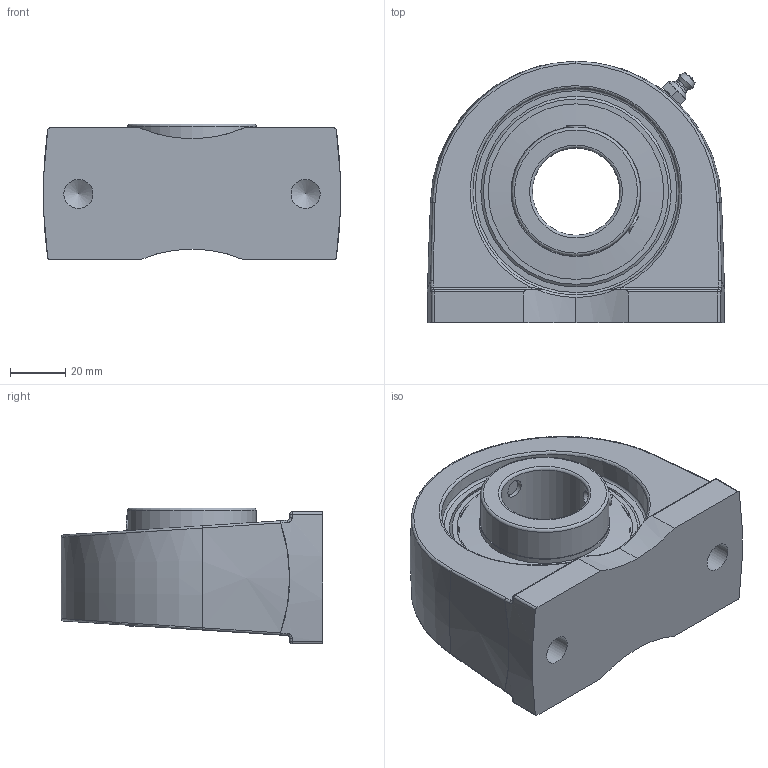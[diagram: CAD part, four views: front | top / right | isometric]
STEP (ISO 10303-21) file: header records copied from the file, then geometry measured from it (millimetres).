
FILE_DESCRIPTION(('HOOPS Exchange Step'),'2;1');
FILE_NAME('export-40D1389E-22BB-479F-82D5-159A407C3512.stp','2019-12-13T16:48:25+16:00',('ibuslach'),('Alibre'),'HOOPS Exchange 2019.2','Alibre','Unknown authorisation');
FILE_SCHEMA( ('AP242_MANAGED_MODEL_BASED_3D_ENGINEERING_MIM_LF {1 0 10303 442 1 1 4 }') );
Length unit declared in the file: centimetre
Products named in the file (7): SUC 207 SHIELD; SUC 207 SS; SUC 207-20 RACES; MRN SUC 207-20; MRN SPA 207; UCP ZERK 6mm; MRN SUCPA 207-20
Assembly tree (8 placements, depth 3):
  MRN SUCPA 207-20
    MRN SUC 207-20
      SUC 207 SHIELD  x2
      SUC 207 SS  x2
      SUC 207-20 RACES
    MRN SPA 207
    UCP ZERK 6mm
Bounding box: 108 x 95 x 49.4 mm (x, y, z)
Volume: 236788.4 mm3; surface area: 64691.9 mm2
Topology: 8 solids, 8 shells, 199 faces, 516 edges, 324 vertices
Faces by surface type: plane 55, cylinder 54, bspline 30, cone 22, torus 22, sphere 16
Full cylindrical faces by diameter (mm): 1.505 x2, 6 x2, 6.782 x4, 10.592 x2, 31.75 x1, 46.736 x4, 47.244 x2, 62.23 x2, 63.805 x2, 75.166 x2
Entity records: 12561 total; most frequent: CARTESIAN_POINT 8059, DIRECTION 916, ORIENTED_EDGE 916, EDGE_CURVE 458, AXIS2_PLACEMENT_3D 393, VERTEX_POINT 293, CIRCLE 206, EDGE_LOOP 203
